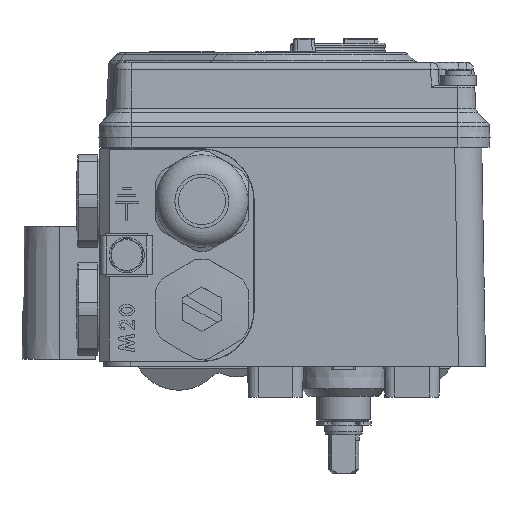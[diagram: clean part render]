
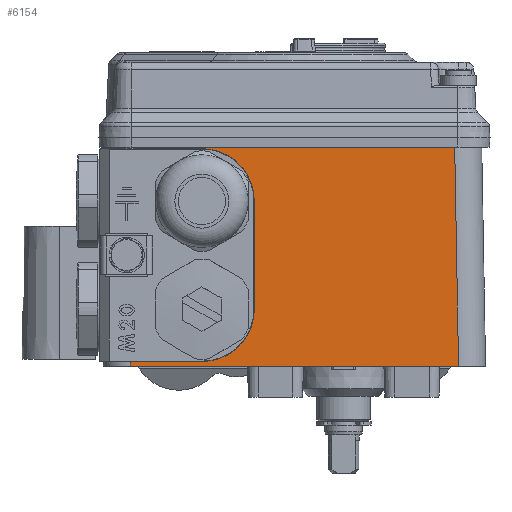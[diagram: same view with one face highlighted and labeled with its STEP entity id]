
A CAD part, left-side view. The second image highlights one B-rep face of the part: STEP entity #6154.
In plain terms, the highlighted planar face has unit normal (-1, 0, 0).
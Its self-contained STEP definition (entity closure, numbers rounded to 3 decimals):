
#3581=PLANE('',#56478);
#6154=ADVANCED_FACE('',(#10378),#3581,.T.);
#10378=FACE_OUTER_BOUND('',#13556,.T.);
#13556=EDGE_LOOP('',(#24660,#24661,#24662,#24663,#24664,#24665,#24666,#24667,
#24668,#24669));
#16892=CIRCLE('',#56476,13.599);
#16893=CIRCLE('',#56477,13.599);
#24660=ORIENTED_EDGE('',*,*,#42333,.F.);
#24661=ORIENTED_EDGE('',*,*,#42334,.T.);
#24662=ORIENTED_EDGE('',*,*,#42335,.F.);
#24663=ORIENTED_EDGE('',*,*,#42336,.T.);
#24664=ORIENTED_EDGE('',*,*,#42337,.F.);
#24665=ORIENTED_EDGE('',*,*,#42338,.T.);
#24666=ORIENTED_EDGE('',*,*,#42238,.F.);
#24667=ORIENTED_EDGE('',*,*,#42339,.T.);
#24668=ORIENTED_EDGE('',*,*,#42340,.T.);
#24669=ORIENTED_EDGE('',*,*,#41665,.T.);
#35552=VERTEX_POINT('',#83663);
#35553=VERTEX_POINT('',#83665);
#36085=VERTEX_POINT('',#85134);
#36086=VERTEX_POINT('',#85136);
#36162=VERTEX_POINT('',#85420);
#36163=VERTEX_POINT('',#85422);
#36164=VERTEX_POINT('',#85424);
#36165=VERTEX_POINT('',#85426);
#36166=VERTEX_POINT('',#85428);
#36167=VERTEX_POINT('',#85431);
#41665=EDGE_CURVE('',#35553,#35552,#48036,.T.);
#42238=EDGE_CURVE('',#36085,#36086,#48379,.T.);
#42333=EDGE_CURVE('',#36162,#35552,#48431,.T.);
#42334=EDGE_CURVE('',#36162,#36163,#16892,.T.);
#42335=EDGE_CURVE('',#36164,#36163,#48432,.T.);
#42336=EDGE_CURVE('',#36164,#36165,#16893,.T.);
#42337=EDGE_CURVE('',#36166,#36165,#48433,.T.);
#42338=EDGE_CURVE('',#36166,#36086,#48434,.T.);
#42339=EDGE_CURVE('',#36085,#36167,#48435,.T.);
#42340=EDGE_CURVE('',#36167,#35553,#48436,.T.);
#48036=LINE('',#83664,#51886);
#48379=LINE('',#85135,#52229);
#48431=LINE('',#85419,#52281);
#48432=LINE('',#85423,#52282);
#48433=LINE('',#85427,#52283);
#48434=LINE('',#85429,#52284);
#48435=LINE('',#85430,#52285);
#48436=LINE('',#85432,#52286);
#51886=VECTOR('',#65716,1.);
#52229=VECTOR('',#66505,1.);
#52281=VECTOR('',#66649,1.);
#52282=VECTOR('',#66652,1.);
#52283=VECTOR('',#66655,1.);
#52284=VECTOR('',#66656,1.);
#52285=VECTOR('',#66657,1.);
#52286=VECTOR('',#66658,1.);
#56476=AXIS2_PLACEMENT_3D('',#85421,#66650,#66651);
#56477=AXIS2_PLACEMENT_3D('',#85425,#66653,#66654);
#56478=AXIS2_PLACEMENT_3D('',#85433,#66659,#66660);
#65716=DIRECTION('',(0.,0.017,-1.));
#66505=DIRECTION('',(0.,1.,0.));
#66649=DIRECTION('',(0.,1.,0.));
#66650=DIRECTION('',(1.,0.,0.));
#66651=DIRECTION('',(0.,0.,1.));
#66652=DIRECTION('',(0.,0.,1.));
#66653=DIRECTION('',(1.,0.,0.));
#66654=DIRECTION('',(0.,0.,1.));
#66655=DIRECTION('',(0.,-1.,0.));
#66656=DIRECTION('',(0.,0.017,-1.));
#66657=DIRECTION('',(0.,0.017,1.));
#66658=DIRECTION('',(0.,1.,0.));
#66659=DIRECTION('',(-1.,0.,0.));
#66660=DIRECTION('',(0.,0.,1.));
#83663=CARTESIAN_POINT('',(-109.266,259.439,-30.701));
#83664=CARTESIAN_POINT('',(-109.266,259.37,-26.73));
#83665=CARTESIAN_POINT('',(-109.266,259.397,-28.3));
#85134=CARTESIAN_POINT('',(-109.266,175.373,-87.1));
#85135=CARTESIAN_POINT('',(-109.266,169.398,-87.1));
#85136=CARTESIAN_POINT('',(-109.266,260.424,-87.1));
#85419=CARTESIAN_POINT('',(-109.266,169.398,-30.701));
#85420=CARTESIAN_POINT('',(-109.266,241.898,-30.701));
#85421=CARTESIAN_POINT('',(-109.266,241.898,-44.3));
#85422=CARTESIAN_POINT('',(-109.266,228.3,-44.3));
#85423=CARTESIAN_POINT('',(-109.266,228.3,-28.3));
#85424=CARTESIAN_POINT('',(-109.266,228.3,-72.3));
#85425=CARTESIAN_POINT('',(-109.266,241.898,-72.3));
#85426=CARTESIAN_POINT('',(-109.266,241.898,-85.899));
#85427=CARTESIAN_POINT('',(-109.266,169.398,-85.899));
#85428=CARTESIAN_POINT('',(-109.266,260.403,-85.899));
#85429=CARTESIAN_POINT('',(-109.266,259.37,-26.73));
#85430=CARTESIAN_POINT('',(-109.266,176.397,-28.422));
#85431=CARTESIAN_POINT('',(-109.266,176.399,-28.3));
#85432=CARTESIAN_POINT('',(-109.266,169.398,-28.3));
#85433=CARTESIAN_POINT('',(-109.266,169.398,-28.3));
